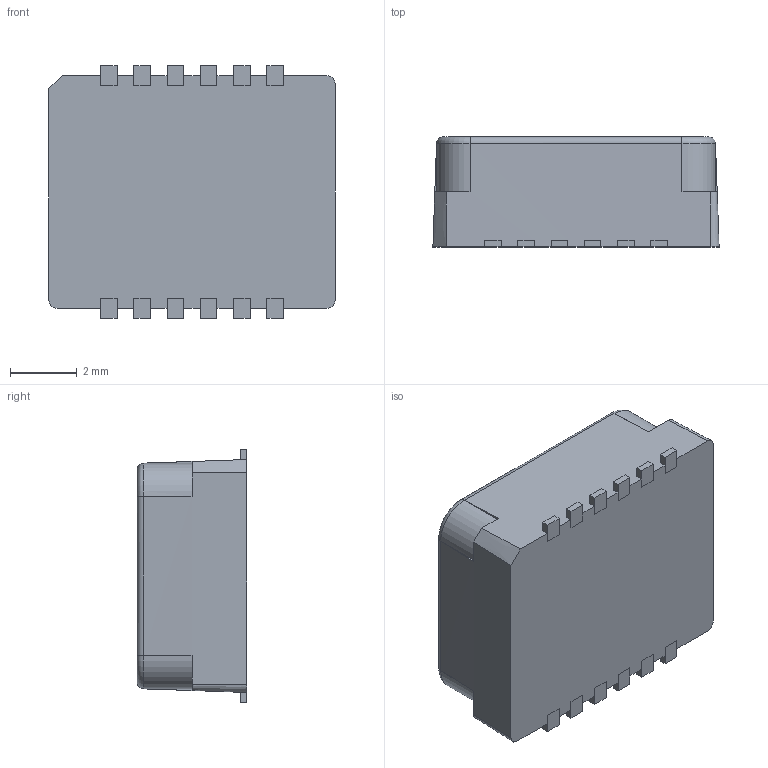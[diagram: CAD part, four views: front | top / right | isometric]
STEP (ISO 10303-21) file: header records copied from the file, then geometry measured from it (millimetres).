
FILE_DESCRIPTION (( 'STEP AP214' ), '1' );
FILE_NAME ('SCL3300-D01-1.STEP', '2021-06-16T10:52:02', ( '' ), ( '' ), 'SwSTEP 2.0', 'SolidWorks 2018', '' );
FILE_SCHEMA (( 'AUTOMOTIVE_DESIGN' ));
Length unit declared in the file: millimetre
Products named in the file (2): SCL3300-D01-1
Bounding box: 8.6 x 3.3 x 7.6 mm (x, y, z)
Volume: 172.5 mm3; surface area: 236.1 mm2
Topology: 13 solids, 13 shells, 333 faces, 843 edges, 554 vertices
Faces by surface type: plane 206, bspline 100, cylinder 16, torus 8, cone 3
Entity records: 19067 total; most frequent: CARTESIAN_POINT 8420, ORIENTED_EDGE 1686, DIRECTION 1143, EDGE_CURVE 843, LINE 597, VECTOR 597, VERTEX_POINT 554, EDGE_LOOP 351
